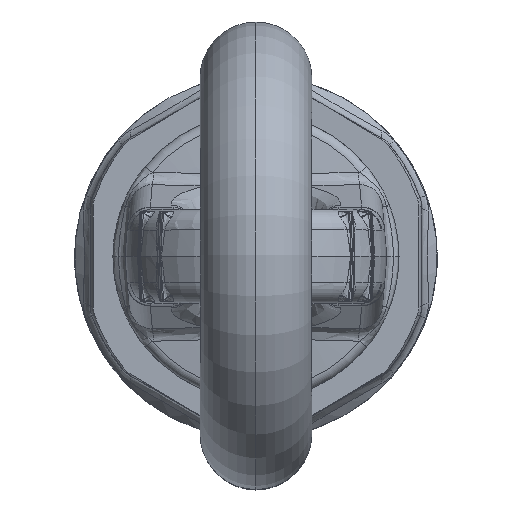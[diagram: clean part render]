
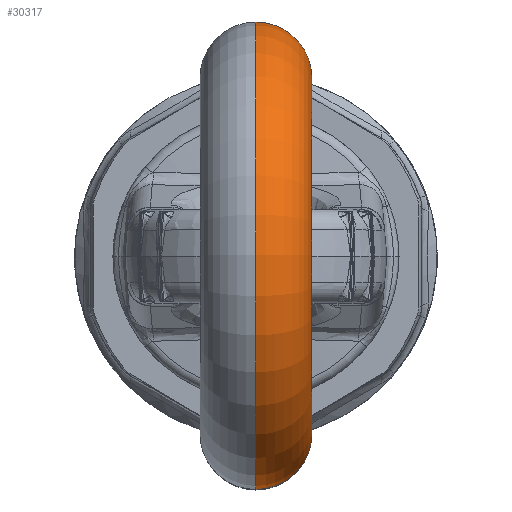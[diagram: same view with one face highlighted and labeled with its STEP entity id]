
A CAD part, top view. The second image highlights one B-rep face of the part: STEP entity #30317.
In plain terms, the highlighted toroidal (fillet/blend) face has major radius 51 mm and minor radius 16 mm.
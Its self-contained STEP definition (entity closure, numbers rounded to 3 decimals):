
#30278=CARTESIAN_POINT('Axis2P3D Location',(0.,0.,0.)) ;
#30283=CARTESIAN_POINT('Axis2P3D Location',(0.,0.,0.)) ;
#30287=CARTESIAN_POINT('Vertex',(0.,67.,0.)) ;
#30289=CARTESIAN_POINT('Vertex',(0.,-67.,0.)) ;
#30292=CARTESIAN_POINT('Axis2P3D Location',(0.,-51.,0.)) ;
#30296=CARTESIAN_POINT('Vertex',(16.,-51.,0.)) ;
#30299=CARTESIAN_POINT('Axis2P3D Location',(16.,0.,0.)) ;
#30303=CARTESIAN_POINT('Vertex',(16.,51.,0.)) ;
#30306=CARTESIAN_POINT('Axis2P3D Location',(0.,51.,0.)) ;
#30279=DIRECTION('Axis2P3D Direction',(1.,0.,0.)) ;
#30280=DIRECTION('Axis2P3D XDirection',(0.,1.,0.)) ;
#30284=DIRECTION('Axis2P3D Direction',(1.,0.,0.)) ;
#30293=DIRECTION('Axis2P3D Direction',(-0.,0.,1.)) ;
#30300=DIRECTION('Axis2P3D Direction',(1.,0.,0.)) ;
#30307=DIRECTION('Axis2P3D Direction',(0.,0.,-1.)) ;
#30281=AXIS2_PLACEMENT_3D('Torus Axis2P3D',#30278,#30279,#30280) ;
#30285=AXIS2_PLACEMENT_3D('Circle Axis2P3D',#30283,#30284,$) ;
#30294=AXIS2_PLACEMENT_3D('Circle Axis2P3D',#30292,#30293,$) ;
#30301=AXIS2_PLACEMENT_3D('Circle Axis2P3D',#30299,#30300,$) ;
#30308=AXIS2_PLACEMENT_3D('Circle Axis2P3D',#30306,#30307,$) ;
#30312=ORIENTED_EDGE('',*,*,#30291,.T.) ;
#30313=ORIENTED_EDGE('',*,*,#30298,.F.) ;
#30314=ORIENTED_EDGE('',*,*,#30305,.F.) ;
#30315=ORIENTED_EDGE('',*,*,#30310,.T.) ;
#30317=ADVANCED_FACE('\X2\96F64EF651E04F554F53\X0\',(#30316),#30282,.T.) ;
#30286=CIRCLE('generated circle',#30285,67.) ;
#30295=CIRCLE('generated circle',#30294,16.) ;
#30302=CIRCLE('generated circle',#30301,51.) ;
#30309=CIRCLE('generated circle',#30308,16.) ;
#30282=TOROIDAL_SURFACE('homeo Torus',#30281,51.,16.) ;
#30291=EDGE_CURVE('',#30288,#30290,#30286,.T.) ;
#30298=EDGE_CURVE('',#30297,#30290,#30295,.F.) ;
#30305=EDGE_CURVE('',#30304,#30297,#30302,.T.) ;
#30310=EDGE_CURVE('',#30304,#30288,#30309,.F.) ;
#30311=EDGE_LOOP('',(#30312,#30313,#30314,#30315)) ;
#30316=FACE_OUTER_BOUND('',#30311,.T.) ;
#30288=VERTEX_POINT('',#30287) ;
#30290=VERTEX_POINT('',#30289) ;
#30297=VERTEX_POINT('',#30296) ;
#30304=VERTEX_POINT('',#30303) ;
